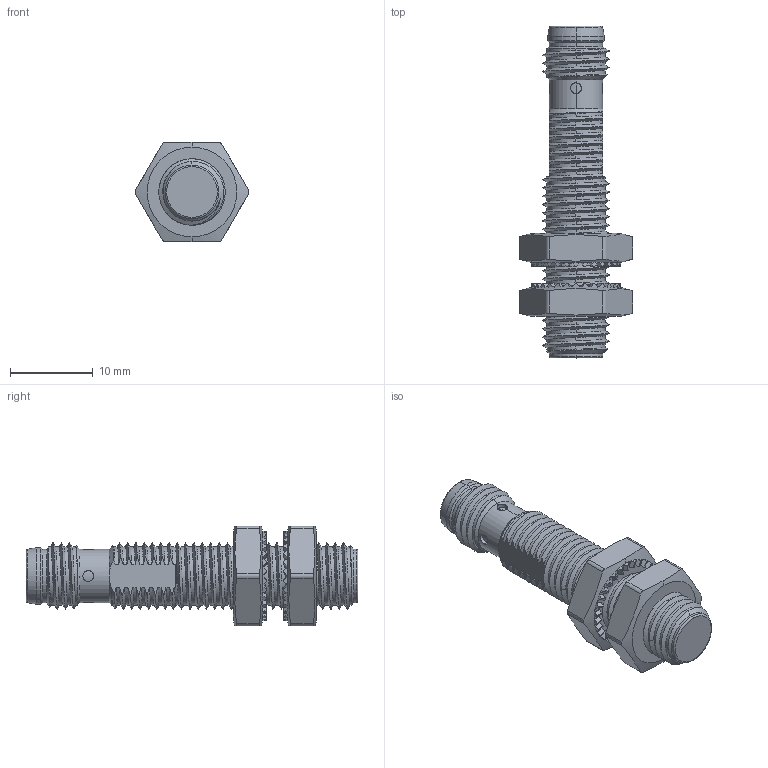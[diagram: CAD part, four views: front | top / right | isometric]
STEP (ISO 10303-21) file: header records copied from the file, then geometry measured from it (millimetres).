
FILE_DESCRIPTION(/* description */ (''),/* implementation_level */ '2;1');
FILE_NAME(/* name */ 'ELCO_Fi2-G08-CD6L-Q8.stp',/* time_stamp */ '2025-12-19T10:36:31+08:00',/* author */ (''),/* organization */ (''),/* preprocessor_version */ 'ST-DEVELOPER v16',/* originating_system */ 'SIEMENS PLM Software NX 10.0',/* authorisation */ '');
FILE_SCHEMA (('AUTOMOTIVE_DESIGN { 1 0 10303 214 3 1 1 1 }'));
Length unit declared in the file: millimetre
Products named in the file (1): Admi64A0C12Chs0y
Bounding box: 13.7 x 40 x 12 mm (x, y, z)
Volume: 2027.5 mm3; surface area: 2666.3 mm2
Topology: 3 solids, 4 shells, 658 faces, 1843 edges, 1186 vertices
Faces by surface type: cylinder 309, plane 264, bspline 48, cone 27, sphere 6, torus 4
Entity records: 31280 total; most frequent: CARTESIAN_POINT 16006, ORIENTED_EDGE 3662, DIRECTION 2549, EDGE_CURVE 1831, VERTEX_POINT 1186, AXIS2_PLACEMENT_3D 884, LINE 781, VECTOR 781
